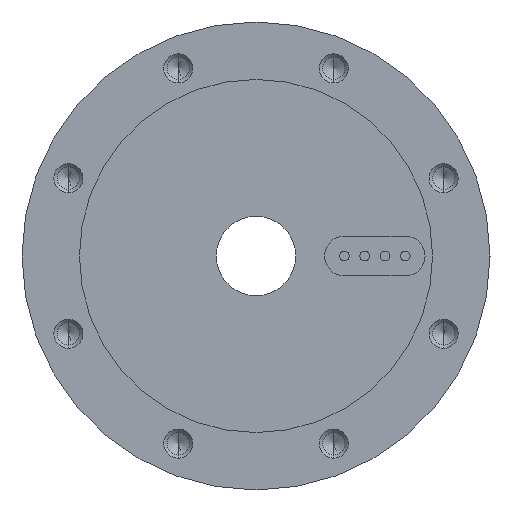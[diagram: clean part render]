
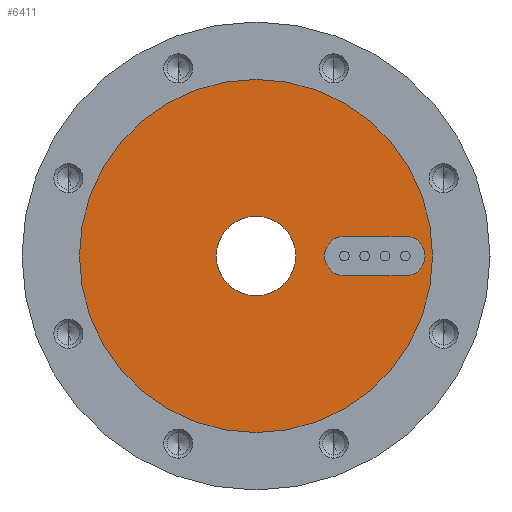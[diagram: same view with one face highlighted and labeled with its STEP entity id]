
A CAD part, left-side view. The second image highlights one B-rep face of the part: STEP entity #6411.
In plain terms, the highlighted planar face has unit normal (-1, 0, 0).
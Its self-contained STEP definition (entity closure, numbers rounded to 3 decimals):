
#4 = DIRECTION ( 'NONE',  ( 0., -1., 0. ) ) ;
#187 = AXIS2_PLACEMENT_3D ( 'NONE', #771, #2816, #5338 ) ;
#197 = LINE ( 'NONE', #6372, #5480 ) ;
#202 = VERTEX_POINT ( 'NONE', #417 ) ;
#262 = ORIENTED_EDGE ( 'NONE', *, *, #5358, .F. ) ;
#270 = FACE_BOUND ( 'NONE', #6035, .T. ) ;
#272 = ORIENTED_EDGE ( 'NONE', *, *, #455, .F. ) ;
#284 = CARTESIAN_POINT ( 'NONE',  ( 0., 0., 20. ) ) ;
#390 = AXIS2_PLACEMENT_3D ( 'NONE', #1942, #927, #6611 ) ;
#417 = CARTESIAN_POINT ( 'NONE',  ( 0., -16.9, -2.25 ) ) ;
#448 = DIRECTION ( 'NONE',  ( 0., 0., 1. ) ) ;
#455 = EDGE_CURVE ( 'NONE', #3505, #2421, #4119, .T. ) ;
#771 = CARTESIAN_POINT ( 'NONE',  ( 0., 0., 0. ) ) ;
#848 = CARTESIAN_POINT ( 'NONE',  ( 0., -16.9, 0. ) ) ;
#872 = DIRECTION ( 'NONE',  ( -1., 0., 0. ) ) ;
#927 = DIRECTION ( 'NONE',  ( -1., 0., 0. ) ) ;
#980 = CARTESIAN_POINT ( 'NONE',  ( 0., -16.9, 2.25 ) ) ;
#994 = CARTESIAN_POINT ( 'NONE',  ( 0., 0., 0. ) ) ;
#1205 = EDGE_CURVE ( 'NONE', #2646, #202, #1616, .T. ) ;
#1237 = DIRECTION ( 'NONE',  ( 0., 1., 0. ) ) ;
#1268 = ORIENTED_EDGE ( 'NONE', *, *, #2927, .F. ) ;
#1616 = LINE ( 'NONE', #2017, #1690 ) ;
#1690 = VECTOR ( 'NONE', #4, 1000. ) ;
#1691 = EDGE_CURVE ( 'NONE', #2439, #3551, #4510, .T. ) ;
#1942 = CARTESIAN_POINT ( 'NONE',  ( 0., 0., 0. ) ) ;
#2017 = CARTESIAN_POINT ( 'NONE',  ( 0., -10., -2.25 ) ) ;
#2111 = DIRECTION ( 'NONE',  ( -1., 0., 0. ) ) ;
#2112 = EDGE_CURVE ( 'NONE', #2955, #2646, #5378, .T. ) ;
#2193 = ORIENTED_EDGE ( 'NONE', *, *, #3059, .T. ) ;
#2204 = VERTEX_POINT ( 'NONE', #980 ) ;
#2258 = DIRECTION ( 'NONE',  ( 1., 0., 0. ) ) ;
#2421 = VERTEX_POINT ( 'NONE', #2847 ) ;
#2429 = DIRECTION ( 'NONE',  ( 0., 0., 1. ) ) ;
#2439 = VERTEX_POINT ( 'NONE', #5463 ) ;
#2511 = DIRECTION ( 'NONE',  ( -1., 0., 0. ) ) ;
#2618 = CARTESIAN_POINT ( 'NONE',  ( 0., -10., -2.25 ) ) ;
#2646 = VERTEX_POINT ( 'NONE', #2618 ) ;
#2816 = DIRECTION ( 'NONE',  ( -1., 0., 0. ) ) ;
#2847 = CARTESIAN_POINT ( 'NONE',  ( 0., 0., 4.5 ) ) ;
#2927 = EDGE_CURVE ( 'NONE', #2421, #3505, #3191, .T. ) ;
#2955 = VERTEX_POINT ( 'NONE', #4967 ) ;
#3059 = EDGE_CURVE ( 'NONE', #3551, #2439, #4081, .T. ) ;
#3136 = FACE_BOUND ( 'NONE', #4538, .T. ) ;
#3160 = EDGE_LOOP ( 'NONE', ( #2193, #4004 ) ) ;
#3191 = CIRCLE ( 'NONE', #187, 4.5 ) ;
#3349 = AXIS2_PLACEMENT_3D ( 'NONE', #994, #2511, #448 ) ;
#3402 = DIRECTION ( 'NONE',  ( -1., 0., 0. ) ) ;
#3406 = ORIENTED_EDGE ( 'NONE', *, *, #2112, .F. ) ;
#3505 = VERTEX_POINT ( 'NONE', #3900 ) ;
#3551 = VERTEX_POINT ( 'NONE', #284 ) ;
#3878 = DIRECTION ( 'NONE',  ( 0., 0., 1. ) ) ;
#3900 = CARTESIAN_POINT ( 'NONE',  ( 0., 0., -4.5 ) ) ;
#4004 = ORIENTED_EDGE ( 'NONE', *, *, #1691, .T. ) ;
#4081 = CIRCLE ( 'NONE', #3349, 20. ) ;
#4119 = CIRCLE ( 'NONE', #5691, 4.5 ) ;
#4362 = DIRECTION ( 'NONE',  ( 0., 0., -1. ) ) ;
#4510 = CIRCLE ( 'NONE', #390, 20. ) ;
#4538 = EDGE_LOOP ( 'NONE', ( #1268, #272 ) ) ;
#4903 = PLANE ( 'NONE',  #5740 ) ;
#4906 = AXIS2_PLACEMENT_3D ( 'NONE', #5211, #2111, #5708 ) ;
#4967 = CARTESIAN_POINT ( 'NONE',  ( 0., -10., 2.25 ) ) ;
#5211 = CARTESIAN_POINT ( 'NONE',  ( 0., -10., 0. ) ) ;
#5241 = FACE_OUTER_BOUND ( 'NONE', #3160, .T. ) ;
#5338 = DIRECTION ( 'NONE',  ( 0., 0., 1. ) ) ;
#5354 = CARTESIAN_POINT ( 'NONE',  ( 0., 4.5, 0. ) ) ;
#5358 = EDGE_CURVE ( 'NONE', #202, #2204, #6301, .T. ) ;
#5378 = CIRCLE ( 'NONE', #4906, 2.25 ) ;
#5463 = CARTESIAN_POINT ( 'NONE',  ( 0., 0., -20. ) ) ;
#5480 = VECTOR ( 'NONE', #1237, 1000. ) ;
#5570 = ORIENTED_EDGE ( 'NONE', *, *, #5675, .F. ) ;
#5675 = EDGE_CURVE ( 'NONE', #2204, #2955, #197, .T. ) ;
#5691 = AXIS2_PLACEMENT_3D ( 'NONE', #6533, #872, #3878 ) ;
#5708 = DIRECTION ( 'NONE',  ( 0., 0., 1. ) ) ;
#5729 = AXIS2_PLACEMENT_3D ( 'NONE', #848, #3402, #2429 ) ;
#5740 = AXIS2_PLACEMENT_3D ( 'NONE', #5354, #2258, #4362 ) ;
#6035 = EDGE_LOOP ( 'NONE', ( #6527, #3406, #5570, #262 ) ) ;
#6301 = CIRCLE ( 'NONE', #5729, 2.25 ) ;
#6372 = CARTESIAN_POINT ( 'NONE',  ( 0., -10., 2.25 ) ) ;
#6411 = ADVANCED_FACE ( 'NONE', ( #270, #3136, #5241 ), #4903, .F. ) ;
#6527 = ORIENTED_EDGE ( 'NONE', *, *, #1205, .F. ) ;
#6533 = CARTESIAN_POINT ( 'NONE',  ( 0., 0., 0. ) ) ;
#6611 = DIRECTION ( 'NONE',  ( 0., 0., 1. ) ) ;
